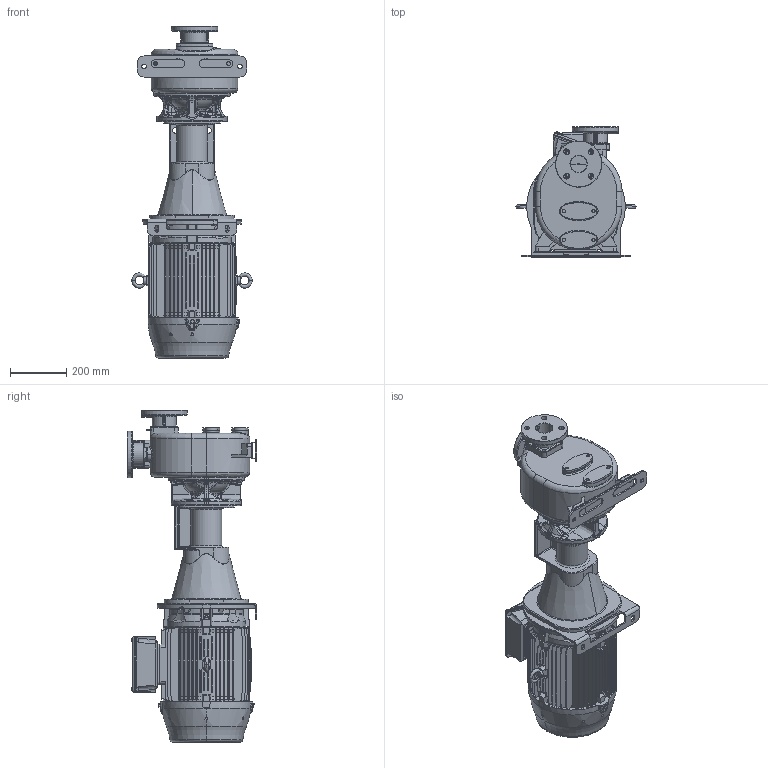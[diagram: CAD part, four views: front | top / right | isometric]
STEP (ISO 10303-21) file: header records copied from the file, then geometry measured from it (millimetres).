
FILE_DESCRIPTION((''),'2;1');
FILE_NAME('S_68_BBT_F','2022-04-04T13:30:53',('Nicola'),(''),'CREO PARAMETRIC BY PTC INC, 2020354','CREO PARAMETRIC BY PTC INC, 2020354','');
FILE_SCHEMA(('CONFIG_CONTROL_DESIGN'));
Products named in the file (1): S_68_BBT_F
Bounding box: 427.67 x 462 x 1180.75 mm (x, y, z)
Volume: 64212186.5 mm3; surface area: 2370964.2 mm2
Topology: 2 solids, 2 shells, 3149 faces, 8189 edges, 5155 vertices
Faces by surface type: plane 1040, cylinder 834, bspline 718, cone 371, torus 128, sphere 30, extrusion 16, revolution 12
Entity records: 167249 total; most frequent: CARTESIAN_POINT 95799, ORIENTED_EDGE 16342, DIRECTION 13023, EDGE_CURVE 8171, VERTEX_POINT 5155, AXIS2_PLACEMENT_3D 5007, EDGE_LOOP 3346, FACE_OUTER_BOUND 3149
